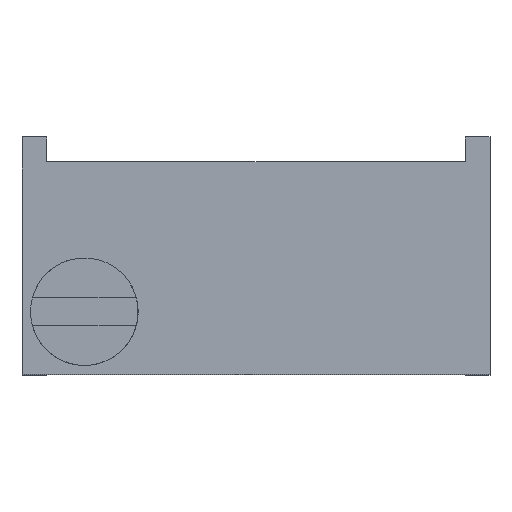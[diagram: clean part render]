
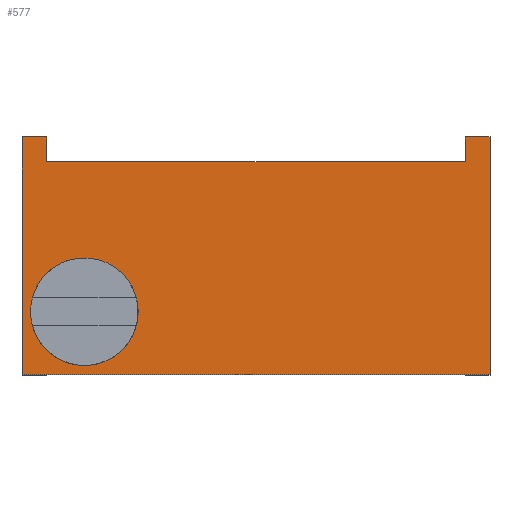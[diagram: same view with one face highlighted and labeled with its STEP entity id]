
A CAD part, top view. The second image highlights one B-rep face of the part: STEP entity #577.
In plain terms, the highlighted planar face has unit normal (0, 0, 1).
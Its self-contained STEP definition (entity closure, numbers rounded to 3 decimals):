
#29=LINE('',#860,#95);
#46=LINE('',#898,#112);
#48=LINE('',#901,#114);
#54=LINE('',#911,#120);
#55=LINE('',#913,#121);
#56=LINE('',#915,#122);
#57=LINE('',#917,#123);
#58=LINE('',#918,#124);
#95=VECTOR('',#703,10.);
#112=VECTOR('',#730,10.);
#114=VECTOR('',#734,10.);
#120=VECTOR('',#742,10.);
#121=VECTOR('',#743,10.);
#122=VECTOR('',#744,10.);
#123=VECTOR('',#745,10.);
#124=VECTOR('',#746,10.);
#175=FACE_OUTER_BOUND('',#211,.T.);
#211=EDGE_LOOP('',(#427,#428,#429,#430,#431,#432,#433,#434));
#250=VERTEX_POINT('',#854);
#252=VERTEX_POINT('',#858);
#267=VERTEX_POINT('',#895);
#268=VERTEX_POINT('',#897);
#271=VERTEX_POINT('',#910);
#272=VERTEX_POINT('',#912);
#273=VERTEX_POINT('',#914);
#274=VERTEX_POINT('',#916);
#307=EDGE_CURVE('',#250,#252,#29,.T.);
#324=EDGE_CURVE('',#268,#267,#46,.T.);
#326=EDGE_CURVE('',#252,#268,#48,.T.);
#332=EDGE_CURVE('',#267,#271,#54,.T.);
#333=EDGE_CURVE('',#271,#272,#55,.T.);
#334=EDGE_CURVE('',#272,#273,#56,.T.);
#335=EDGE_CURVE('',#273,#274,#57,.T.);
#336=EDGE_CURVE('',#274,#250,#58,.T.);
#427=ORIENTED_EDGE('',*,*,#307,.T.);
#428=ORIENTED_EDGE('',*,*,#326,.T.);
#429=ORIENTED_EDGE('',*,*,#324,.T.);
#430=ORIENTED_EDGE('',*,*,#332,.T.);
#431=ORIENTED_EDGE('',*,*,#333,.T.);
#432=ORIENTED_EDGE('',*,*,#334,.T.);
#433=ORIENTED_EDGE('',*,*,#335,.T.);
#434=ORIENTED_EDGE('',*,*,#336,.T.);
#542=PLANE('',#637);
#577=ADVANCED_FACE('',(#175),#542,.T.);
#637=AXIS2_PLACEMENT_3D('',#909,#740,#741);
#703=DIRECTION('',(0.,-1.,0.));
#730=DIRECTION('',(0.,1.,0.));
#734=DIRECTION('',(-1.,0.,0.));
#740=DIRECTION('center_axis',(0.,0.,1.));
#741=DIRECTION('ref_axis',(1.,0.,0.));
#742=DIRECTION('',(-1.,0.,0.));
#743=DIRECTION('',(0.,-1.,0.));
#744=DIRECTION('',(1.,0.,0.));
#745=DIRECTION('',(0.,1.,0.));
#746=DIRECTION('',(-1.,0.,0.));
#854=CARTESIAN_POINT('',(4.265,2.415,10.03));
#858=CARTESIAN_POINT('',(4.265,1.915,10.03));
#860=CARTESIAN_POINT('',(4.265,1.207,10.03));
#895=CARTESIAN_POINT('',(-4.265,2.415,10.03));
#897=CARTESIAN_POINT('',(-4.265,1.915,10.03));
#898=CARTESIAN_POINT('',(-4.265,1.207,10.03));
#901=CARTESIAN_POINT('',(0.,1.915,10.03));
#909=CARTESIAN_POINT('Origin',(0.,0.,
10.03));
#910=CARTESIAN_POINT('',(-4.765,2.415,10.03));
#911=CARTESIAN_POINT('',(-4.765,2.415,10.03));
#912=CARTESIAN_POINT('',(-4.765,-2.415,10.03));
#913=CARTESIAN_POINT('',(-4.765,-2.415,10.03));
#914=CARTESIAN_POINT('',(4.765,-2.415,10.03));
#915=CARTESIAN_POINT('',(4.765,-2.415,10.03));
#916=CARTESIAN_POINT('',(4.765,2.415,10.03));
#917=CARTESIAN_POINT('',(4.765,2.415,10.03));
#918=CARTESIAN_POINT('',(-4.765,2.415,10.03));
